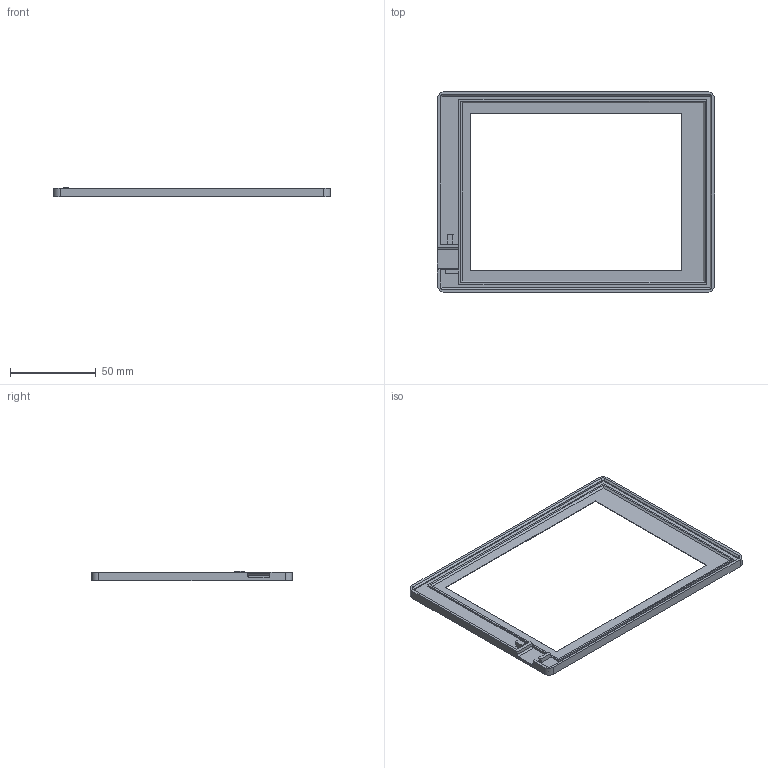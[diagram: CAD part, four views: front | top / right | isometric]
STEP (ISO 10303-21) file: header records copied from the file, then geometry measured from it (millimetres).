
FILE_DESCRIPTION(/* description */ (''),/* implementation_level */ '2;1');
FILE_NAME(/* name */ 'Soldered Inkplate 6 v1.2.0. Top v 1.1.2_.step',/* time_stamp */ '2023-06-06T14:33:53+02:00',/* author */ (''),/* organization */ (''),/* preprocessor_version */ 'ST-DEVELOPER v19.2',/* originating_system */ 'Autodesk Translation Framework v12.6.0.85',/* authorisation */ '');
FILE_SCHEMA (('AUTOMOTIVE_DESIGN { 1 0 10303 214 3 1 1 }'));
Length unit declared in the file: millimetre
Products named in the file (1): Inkplate 6 v1.2.0. Top
Bounding box: 161.4 x 116.8 x 5.6 mm (x, y, z)
Volume: 19995.3 mm3; surface area: 20987.2 mm2
Topology: 1 solids, 1 shells, 86 faces, 222 edges, 139 vertices
Faces by surface type: plane 64, cone 8, bspline 8, cylinder 6
Entity records: 2769 total; most frequent: CARTESIAN_POINT 680, ORIENTED_EDGE 444, DIRECTION 390, EDGE_CURVE 222, LINE 180, VECTOR 180, VERTEX_POINT 139, AXIS2_PLACEMENT_3D 105
